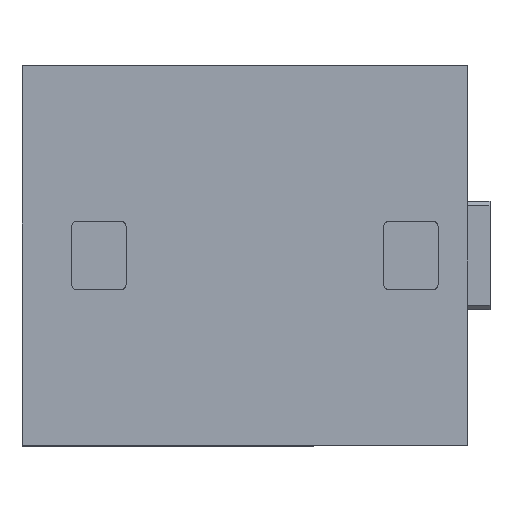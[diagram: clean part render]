
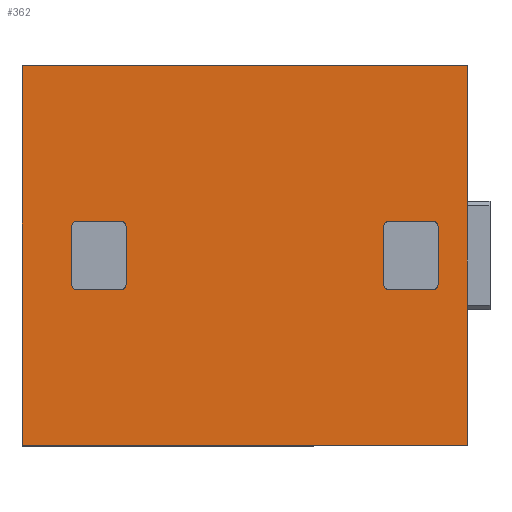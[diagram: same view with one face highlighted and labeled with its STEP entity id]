
A CAD part, top view. The second image highlights one B-rep face of the part: STEP entity #362.
In plain terms, the highlighted planar face has unit normal (0, 0, 1).
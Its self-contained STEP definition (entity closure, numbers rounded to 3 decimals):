
#53=LINE('',#1656,#165);
#54=LINE('',#1658,#166);
#55=LINE('',#1660,#167);
#56=LINE('',#1662,#168);
#57=LINE('',#1664,#169);
#58=LINE('',#1666,#170);
#59=LINE('',#1667,#171);
#60=LINE('',#1672,#172);
#61=LINE('',#1676,#173);
#62=LINE('',#1680,#174);
#63=LINE('',#1686,#175);
#64=LINE('',#1690,#176);
#65=LINE('',#1694,#177);
#66=LINE('',#1698,#178);
#165=VECTOR('',#1271,1.);
#166=VECTOR('',#1274,1.);
#167=VECTOR('',#1275,1.);
#168=VECTOR('',#1276,1.);
#169=VECTOR('',#1277,1.);
#170=VECTOR('',#1278,1.);
#171=VECTOR('',#1279,1.);
#172=VECTOR('',#1282,1.);
#173=VECTOR('',#1285,1.);
#174=VECTOR('',#1288,1.);
#175=VECTOR('',#1293,1.);
#176=VECTOR('',#1296,1.);
#177=VECTOR('',#1299,1.);
#178=VECTOR('',#1302,1.);
#266=PLANE('',#1152);
#362=ADVANCED_FACE('',(#434,#435,#436),#266,.T.);
#434=FACE_BOUND('',#455,.T.);
#435=FACE_BOUND('',#456,.T.);
#436=FACE_BOUND('',#457,.T.);
#455=EDGE_LOOP('',(#540,#541,#542,#543,#544,#545));
#456=EDGE_LOOP('',(#546,#547,#548,#549,#550,#551,#552,#553));
#457=EDGE_LOOP('',(#554,#555,#556,#557,#558,#559,#560,#561));
#540=ORIENTED_EDGE('',*,*,#943,.F.);
#541=ORIENTED_EDGE('',*,*,#942,.F.);
#542=ORIENTED_EDGE('',*,*,#944,.T.);
#543=ORIENTED_EDGE('',*,*,#945,.T.);
#544=ORIENTED_EDGE('',*,*,#946,.T.);
#545=ORIENTED_EDGE('',*,*,#947,.T.);
#546=ORIENTED_EDGE('',*,*,#948,.T.);
#547=ORIENTED_EDGE('',*,*,#949,.T.);
#548=ORIENTED_EDGE('',*,*,#950,.T.);
#549=ORIENTED_EDGE('',*,*,#951,.T.);
#550=ORIENTED_EDGE('',*,*,#952,.T.);
#551=ORIENTED_EDGE('',*,*,#953,.T.);
#552=ORIENTED_EDGE('',*,*,#954,.T.);
#553=ORIENTED_EDGE('',*,*,#955,.T.);
#554=ORIENTED_EDGE('',*,*,#956,.F.);
#555=ORIENTED_EDGE('',*,*,#957,.F.);
#556=ORIENTED_EDGE('',*,*,#958,.F.);
#557=ORIENTED_EDGE('',*,*,#959,.F.);
#558=ORIENTED_EDGE('',*,*,#960,.F.);
#559=ORIENTED_EDGE('',*,*,#961,.F.);
#560=ORIENTED_EDGE('',*,*,#962,.F.);
#561=ORIENTED_EDGE('',*,*,#963,.F.);
#837=VERTEX_POINT('',#1652);
#838=VERTEX_POINT('',#1655);
#839=VERTEX_POINT('',#1659);
#840=VERTEX_POINT('',#1661);
#841=VERTEX_POINT('',#1663);
#842=VERTEX_POINT('',#1665);
#843=VERTEX_POINT('',#1668);
#844=VERTEX_POINT('',#1669);
#845=VERTEX_POINT('',#1671);
#846=VERTEX_POINT('',#1673);
#847=VERTEX_POINT('',#1675);
#848=VERTEX_POINT('',#1677);
#849=VERTEX_POINT('',#1679);
#850=VERTEX_POINT('',#1681);
#851=VERTEX_POINT('',#1684);
#852=VERTEX_POINT('',#1685);
#853=VERTEX_POINT('',#1687);
#854=VERTEX_POINT('',#1689);
#855=VERTEX_POINT('',#1691);
#856=VERTEX_POINT('',#1693);
#857=VERTEX_POINT('',#1695);
#858=VERTEX_POINT('',#1697);
#942=EDGE_CURVE('',#838,#837,#53,.T.);
#943=EDGE_CURVE('',#837,#839,#54,.T.);
#944=EDGE_CURVE('',#838,#840,#55,.T.);
#945=EDGE_CURVE('',#840,#841,#56,.T.);
#946=EDGE_CURVE('',#841,#842,#57,.T.);
#947=EDGE_CURVE('',#842,#839,#58,.T.);
#948=EDGE_CURVE('',#843,#844,#59,.T.);
#949=EDGE_CURVE('',#844,#845,#1078,.T.);
#950=EDGE_CURVE('',#845,#846,#60,.T.);
#951=EDGE_CURVE('',#846,#847,#1079,.T.);
#952=EDGE_CURVE('',#847,#848,#61,.T.);
#953=EDGE_CURVE('',#848,#849,#1080,.T.);
#954=EDGE_CURVE('',#849,#850,#62,.T.);
#955=EDGE_CURVE('',#850,#843,#1081,.T.);
#956=EDGE_CURVE('',#851,#852,#1082,.T.);
#957=EDGE_CURVE('',#853,#851,#63,.T.);
#958=EDGE_CURVE('',#854,#853,#1083,.T.);
#959=EDGE_CURVE('',#855,#854,#64,.T.);
#960=EDGE_CURVE('',#856,#855,#1084,.T.);
#961=EDGE_CURVE('',#857,#856,#65,.T.);
#962=EDGE_CURVE('',#858,#857,#1085,.T.);
#963=EDGE_CURVE('',#852,#858,#66,.T.);
#1078=CIRCLE('',#1144,1.);
#1079=CIRCLE('',#1145,1.);
#1080=CIRCLE('',#1146,1.);
#1081=CIRCLE('',#1147,1.);
#1082=CIRCLE('',#1148,1.);
#1083=CIRCLE('',#1149,1.);
#1084=CIRCLE('',#1150,1.);
#1085=CIRCLE('',#1151,1.);
#1144=AXIS2_PLACEMENT_3D('',#1670,#1280,#1281);
#1145=AXIS2_PLACEMENT_3D('',#1674,#1283,#1284);
#1146=AXIS2_PLACEMENT_3D('',#1678,#1286,#1287);
#1147=AXIS2_PLACEMENT_3D('',#1682,#1289,#1290);
#1148=AXIS2_PLACEMENT_3D('',#1683,#1291,#1292);
#1149=AXIS2_PLACEMENT_3D('',#1688,#1294,#1295);
#1150=AXIS2_PLACEMENT_3D('',#1692,#1297,#1298);
#1151=AXIS2_PLACEMENT_3D('',#1696,#1300,#1301);
#1152=AXIS2_PLACEMENT_3D('',#1699,#1303,#1304);
#1271=DIRECTION('',(0.,1.,0.));
#1274=DIRECTION('',(1.,0.,0.));
#1275=DIRECTION('',(1.,0.,0.));
#1276=DIRECTION('',(0.,1.,0.));
#1277=DIRECTION('',(0.,1.,0.));
#1278=DIRECTION('',(0.,1.,0.));
#1279=DIRECTION('',(-1.,0.,0.));
#1280=DIRECTION('',(0.,0.,-1.));
#1281=DIRECTION('',(0.,1.,0.));
#1282=DIRECTION('',(0.,1.,0.));
#1283=DIRECTION('',(0.,0.,-1.));
#1284=DIRECTION('',(0.,-1.,0.));
#1285=DIRECTION('',(1.,0.,0.));
#1286=DIRECTION('',(0.,0.,-1.));
#1287=DIRECTION('',(0.,-1.,0.));
#1288=DIRECTION('',(0.,-1.,0.));
#1289=DIRECTION('',(0.,0.,-1.));
#1290=DIRECTION('',(0.,1.,0.));
#1291=DIRECTION('',(0.,0.,1.));
#1292=DIRECTION('',(0.,1.,0.));
#1293=DIRECTION('',(0.,-1.,0.));
#1294=DIRECTION('',(0.,0.,1.));
#1295=DIRECTION('',(0.,1.,0.));
#1296=DIRECTION('',(-1.,0.,0.));
#1297=DIRECTION('',(0.,0.,1.));
#1298=DIRECTION('',(0.,-1.,0.));
#1299=DIRECTION('',(0.,1.,0.));
#1300=DIRECTION('',(0.,0.,1.));
#1301=DIRECTION('',(0.,1.,0.));
#1302=DIRECTION('',(1.,0.,0.));
#1303=DIRECTION('',(0.,0.,1.));
#1304=DIRECTION('',(-1.,0.,0.));
#1652=CARTESIAN_POINT('',(-98.5,42.,0.));
#1655=CARTESIAN_POINT('',(-98.5,-42.,0.));
#1656=CARTESIAN_POINT('',(-98.5,-42.,0.));
#1658=CARTESIAN_POINT('',(-98.5,42.,0.));
#1659=CARTESIAN_POINT('',(0.,42.,0.));
#1660=CARTESIAN_POINT('',(-98.5,-42.,0.));
#1661=CARTESIAN_POINT('',(0.,-42.,0.));
#1662=CARTESIAN_POINT('',(0.,-42.,0.));
#1663=CARTESIAN_POINT('',(0.,-12.,0.));
#1664=CARTESIAN_POINT('',(0.,-42.,0.));
#1665=CARTESIAN_POINT('',(0.,12.,0.));
#1666=CARTESIAN_POINT('',(0.,-42.,0.));
#1667=CARTESIAN_POINT('',(-76.5,-7.5,0.));
#1668=CARTESIAN_POINT('',(-76.5,-7.5,0.));
#1669=CARTESIAN_POINT('',(-86.5,-7.5,0.));
#1670=CARTESIAN_POINT('',(-86.5,-6.5,0.));
#1671=CARTESIAN_POINT('',(-87.5,-6.5,0.));
#1672=CARTESIAN_POINT('',(-87.5,-6.5,0.));
#1673=CARTESIAN_POINT('',(-87.5,6.5,0.));
#1674=CARTESIAN_POINT('',(-86.5,6.5,0.));
#1675=CARTESIAN_POINT('',(-86.5,7.5,0.));
#1676=CARTESIAN_POINT('',(-86.5,7.5,0.));
#1677=CARTESIAN_POINT('',(-76.5,7.5,0.));
#1678=CARTESIAN_POINT('',(-76.5,6.5,0.));
#1679=CARTESIAN_POINT('',(-75.5,6.5,0.));
#1680=CARTESIAN_POINT('',(-75.5,6.5,0.));
#1681=CARTESIAN_POINT('',(-75.5,-6.5,0.));
#1682=CARTESIAN_POINT('',(-76.5,-6.5,0.));
#1683=CARTESIAN_POINT('',(-17.5,-6.5,0.));
#1684=CARTESIAN_POINT('',(-18.5,-6.5,0.));
#1685=CARTESIAN_POINT('',(-17.5,-7.5,0.));
#1686=CARTESIAN_POINT('',(-18.5,-6.5,0.));
#1687=CARTESIAN_POINT('',(-18.5,6.5,0.));
#1688=CARTESIAN_POINT('',(-17.5,6.5,0.));
#1689=CARTESIAN_POINT('',(-17.5,7.5,0.));
#1690=CARTESIAN_POINT('',(-17.5,7.5,0.));
#1691=CARTESIAN_POINT('',(-7.5,7.5,0.));
#1692=CARTESIAN_POINT('',(-7.5,6.5,0.));
#1693=CARTESIAN_POINT('',(-6.5,6.5,0.));
#1694=CARTESIAN_POINT('',(-6.5,6.5,0.));
#1695=CARTESIAN_POINT('',(-6.5,-6.5,0.));
#1696=CARTESIAN_POINT('',(-7.5,-6.5,0.));
#1697=CARTESIAN_POINT('',(-7.5,-7.5,0.));
#1698=CARTESIAN_POINT('',(-7.5,-7.5,0.));
#1699=CARTESIAN_POINT('',(-98.5,-42.,0.));
